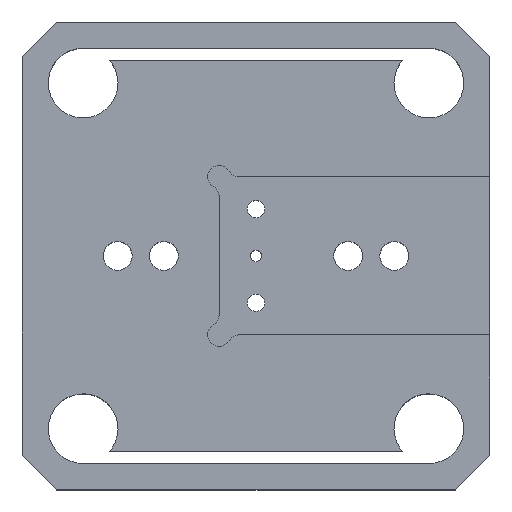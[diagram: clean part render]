
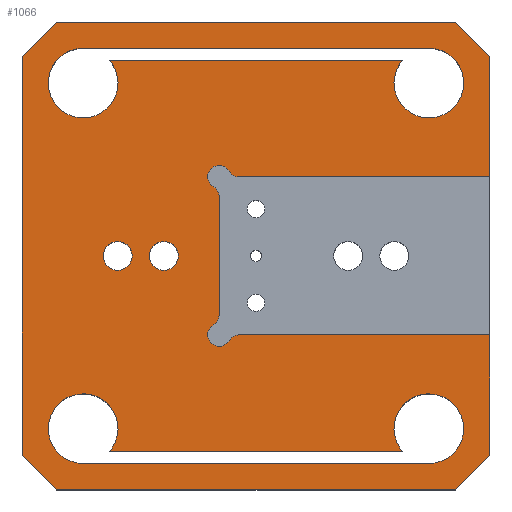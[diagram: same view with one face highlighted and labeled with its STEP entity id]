
A CAD part, top view. The second image highlights one B-rep face of the part: STEP entity #1066.
In plain terms, the highlighted planar face has unit normal (0, 0, 1).
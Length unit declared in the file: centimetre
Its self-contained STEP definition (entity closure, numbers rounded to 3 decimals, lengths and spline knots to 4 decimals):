
#77=VECTOR('',#1319,1.);
#79=VECTOR('',#1322,1.);
#84=VECTOR('',#1340,1.);
#85=VECTOR('',#1342,1.);
#86=VECTOR('',#1343,1.);
#87=VECTOR('',#1344,1.);
#88=VECTOR('',#1345,1.);
#89=VECTOR('',#1346,1.);
#90=VECTOR('',#1347,1.);
#91=VECTOR('',#1348,1.);
#92=VECTOR('',#1349,1.);
#93=VECTOR('',#1350,1.);
#94=VECTOR('',#1353,1.);
#95=VECTOR('',#1360,1.);
#96=VECTOR('',#1363,1.);
#134=LINE('',#1634,#77);
#136=LINE('',#1638,#79);
#141=LINE('',#1654,#84);
#142=LINE('',#1656,#85);
#143=LINE('',#1658,#86);
#144=LINE('',#1660,#87);
#145=LINE('',#1662,#88);
#146=LINE('',#1664,#89);
#147=LINE('',#1666,#90);
#148=LINE('',#1668,#91);
#149=LINE('',#1670,#92);
#150=LINE('',#1672,#93);
#151=LINE('',#1677,#94);
#152=LINE('',#1684,#95);
#153=LINE('',#1689,#96);
#197=VERTEX_POINT('',#1619);
#198=VERTEX_POINT('',#1621);
#199=VERTEX_POINT('',#1625);
#200=VERTEX_POINT('',#1629);
#201=VERTEX_POINT('',#1633);
#202=VERTEX_POINT('',#1637);
#203=VERTEX_POINT('',#1639);
#204=VERTEX_POINT('',#1643);
#205=VERTEX_POINT('',#1647);
#206=VERTEX_POINT('',#1651);
#207=VERTEX_POINT('',#1657);
#208=VERTEX_POINT('',#1659);
#209=VERTEX_POINT('',#1661);
#210=VERTEX_POINT('',#1663);
#211=VERTEX_POINT('',#1665);
#212=VERTEX_POINT('',#1667);
#213=VERTEX_POINT('',#1669);
#214=VERTEX_POINT('',#1671);
#215=VERTEX_POINT('',#1673);
#216=VERTEX_POINT('',#1674);
#217=VERTEX_POINT('',#1676);
#218=VERTEX_POINT('',#1678);
#219=VERTEX_POINT('',#1681);
#220=VERTEX_POINT('',#1683);
#221=VERTEX_POINT('',#1685);
#222=VERTEX_POINT('',#1686);
#223=VERTEX_POINT('',#1688);
#224=VERTEX_POINT('',#1690);
#301=CIRCLE('',#1142,0.1);
#302=CIRCLE('',#1144,0.1);
#303=CIRCLE('',#1146,0.1);
#304=CIRCLE('',#1150,0.1);
#305=CIRCLE('',#1152,0.1);
#306=CIRCLE('',#1154,0.1);
#307=CIRCLE('',#1157,0.3025);
#308=CIRCLE('',#1158,0.3025);
#309=CIRCLE('',#1159,0.125);
#310=CIRCLE('',#1160,0.125);
#311=CIRCLE('',#1161,0.3025);
#312=CIRCLE('',#1162,0.3025);
#382=EDGE_CURVE('',#198,#197,#301,.T.);
#384=EDGE_CURVE('',#199,#198,#302,.T.);
#386=EDGE_CURVE('',#200,#199,#303,.T.);
#389=EDGE_CURVE('',#201,#200,#134,.T.);
#391=EDGE_CURVE('',#203,#202,#136,.T.);
#393=EDGE_CURVE('',#204,#203,#304,.T.);
#395=EDGE_CURVE('',#205,#204,#305,.T.);
#397=EDGE_CURVE('',#206,#205,#306,.T.);
#399=EDGE_CURVE('',#197,#206,#141,.T.);
#400=EDGE_CURVE('',#207,#202,#142,.T.);
#401=EDGE_CURVE('',#208,#207,#143,.T.);
#402=EDGE_CURVE('',#209,#208,#144,.T.);
#403=EDGE_CURVE('',#210,#209,#145,.T.);
#404=EDGE_CURVE('',#211,#210,#146,.T.);
#405=EDGE_CURVE('',#212,#211,#147,.T.);
#406=EDGE_CURVE('',#213,#212,#148,.T.);
#407=EDGE_CURVE('',#214,#213,#149,.T.);
#408=EDGE_CURVE('',#201,#214,#142,.T.);
#409=EDGE_CURVE('',#215,#216,#150,.T.);
#410=EDGE_CURVE('',#217,#215,#307,.T.);
#411=EDGE_CURVE('',#218,#217,#151,.T.);
#412=EDGE_CURVE('',#216,#218,#308,.T.);
#413=EDGE_CURVE('',#219,#219,#309,.T.);
#414=EDGE_CURVE('',#220,#220,#310,.T.);
#415=EDGE_CURVE('',#221,#222,#152,.T.);
#416=EDGE_CURVE('',#223,#221,#311,.T.);
#417=EDGE_CURVE('',#224,#223,#153,.T.);
#418=EDGE_CURVE('',#222,#224,#312,.T.);
#551=ORIENTED_EDGE('',*,*,#389,.T.);
#552=ORIENTED_EDGE('',*,*,#386,.T.);
#553=ORIENTED_EDGE('',*,*,#384,.T.);
#554=ORIENTED_EDGE('',*,*,#382,.T.);
#555=ORIENTED_EDGE('',*,*,#399,.T.);
#556=ORIENTED_EDGE('',*,*,#397,.T.);
#557=ORIENTED_EDGE('',*,*,#395,.T.);
#558=ORIENTED_EDGE('',*,*,#393,.T.);
#559=ORIENTED_EDGE('',*,*,#391,.T.);
#560=ORIENTED_EDGE('',*,*,#400,.F.);
#561=ORIENTED_EDGE('',*,*,#401,.F.);
#562=ORIENTED_EDGE('',*,*,#402,.F.);
#563=ORIENTED_EDGE('',*,*,#403,.F.);
#564=ORIENTED_EDGE('',*,*,#404,.F.);
#565=ORIENTED_EDGE('',*,*,#405,.F.);
#566=ORIENTED_EDGE('',*,*,#406,.F.);
#567=ORIENTED_EDGE('',*,*,#407,.F.);
#568=ORIENTED_EDGE('',*,*,#408,.F.);
#569=ORIENTED_EDGE('',*,*,#409,.F.);
#570=ORIENTED_EDGE('',*,*,#410,.F.);
#571=ORIENTED_EDGE('',*,*,#411,.F.);
#572=ORIENTED_EDGE('',*,*,#412,.F.);
#573=ORIENTED_EDGE('',*,*,#413,.F.);
#574=ORIENTED_EDGE('',*,*,#414,.F.);
#575=ORIENTED_EDGE('',*,*,#415,.F.);
#576=ORIENTED_EDGE('',*,*,#416,.F.);
#577=ORIENTED_EDGE('',*,*,#417,.F.);
#578=ORIENTED_EDGE('',*,*,#418,.F.);
#783=EDGE_LOOP('',(#551,#552,#553,#554,#555,#556,#557,#558,#559,#560,#561,
#562,#563,#564,#565,#566,#567,#568));
#784=EDGE_LOOP('',(#569,#570,#571,#572));
#785=EDGE_LOOP('',(#573));
#786=EDGE_LOOP('',(#574));
#787=EDGE_LOOP('',(#575,#576,#577,#578));
#927=FACE_BOUND('',#783,.T.);
#928=FACE_BOUND('',#784,.T.);
#929=FACE_BOUND('',#785,.T.);
#930=FACE_BOUND('',#786,.T.);
#931=FACE_BOUND('',#787,.T.);
#1066=ADVANCED_FACE('',(#927,#928,#929,#930,#931),#1900,.T.);
#1142=AXIS2_PLACEMENT_3D('',#1620,#1304,#1305);
#1144=AXIS2_PLACEMENT_3D('',#1624,#1309,#1310);
#1146=AXIS2_PLACEMENT_3D('',#1628,#1314,#1315);
#1150=AXIS2_PLACEMENT_3D('',#1642,#1326,#1327);
#1152=AXIS2_PLACEMENT_3D('',#1646,#1331,#1332);
#1154=AXIS2_PLACEMENT_3D('',#1650,#1336,#1337);
#1156=AXIS2_PLACEMENT_3D('',#1655,#1341,$);
#1157=AXIS2_PLACEMENT_3D('',#1675,#1351,#1352);
#1158=AXIS2_PLACEMENT_3D('',#1679,#1354,#1355);
#1159=AXIS2_PLACEMENT_3D('',#1680,#1356,#1357);
#1160=AXIS2_PLACEMENT_3D('',#1682,#1358,#1359);
#1161=AXIS2_PLACEMENT_3D('',#1687,#1361,#1362);
#1162=AXIS2_PLACEMENT_3D('',#1691,#1364,#1365);
#1304=DIRECTION('',(0.,0.,1.));
#1305=DIRECTION('',(0.1,0.,0.));
#1309=DIRECTION('',(0.,0.,-1.));
#1310=DIRECTION('',(0.1,0.,0.));
#1314=DIRECTION('',(0.,0.,1.));
#1315=DIRECTION('',(0.1,0.,0.));
#1319=DIRECTION('',(-1.,0.,0.));
#1322=DIRECTION('',(1.,0.,0.));
#1326=DIRECTION('',(0.,0.,1.));
#1327=DIRECTION('',(0.1,0.,0.));
#1331=DIRECTION('',(0.,0.,-1.));
#1332=DIRECTION('',(0.1,0.,0.));
#1336=DIRECTION('',(0.,0.,1.));
#1337=DIRECTION('',(0.1,0.,0.));
#1340=DIRECTION('',(0.,1.,0.));
#1341=DIRECTION('',(0.,0.,1.));
#1342=DIRECTION('',(0.,-1.,0.));
#1343=DIRECTION('',(0.707,-0.707,0.));
#1344=DIRECTION('',(1.,0.,0.));
#1345=DIRECTION('',(0.707,0.707,0.));
#1346=DIRECTION('',(0.,1.,0.));
#1347=DIRECTION('',(-0.707,0.707,0.));
#1348=DIRECTION('',(-1.,0.,0.));
#1349=DIRECTION('',(-0.707,-0.707,0.));
#1350=DIRECTION('',(1.,0.,0.));
#1351=DIRECTION('',(0.,0.,1.));
#1352=DIRECTION('',(0.303,0.,0.));
#1353=DIRECTION('',(-1.,0.,0.));
#1354=DIRECTION('',(0.,0.,1.));
#1355=DIRECTION('',(0.303,0.,0.));
#1356=DIRECTION('',(0.,0.,1.));
#1357=DIRECTION('',(0.125,0.,0.));
#1358=DIRECTION('',(0.,0.,1.));
#1359=DIRECTION('',(0.125,0.,0.));
#1360=DIRECTION('',(1.,0.,0.));
#1361=DIRECTION('',(0.,0.,1.));
#1362=DIRECTION('',(0.303,0.,0.));
#1363=DIRECTION('',(-1.,0.,0.));
#1364=DIRECTION('',(0.,0.,1.));
#1365=DIRECTION('',(0.303,0.,0.));
#1619=CARTESIAN_POINT('',(-0.32,-0.5126,1.2));
#1620=CARTESIAN_POINT('',(-0.42,-0.5126,1.2));
#1621=CARTESIAN_POINT('',(-0.37,-0.5992,1.2));
#1624=CARTESIAN_POINT('',(-0.32,-0.6858,1.2));
#1625=CARTESIAN_POINT('',(-0.2334,-0.7358,1.2));
#1628=CARTESIAN_POINT('',(-0.1468,-0.7858,1.2));
#1629=CARTESIAN_POINT('',(-0.1468,-0.6858,1.2));
#1633=CARTESIAN_POINT('',(2.03,-0.6858,1.2));
#1634=CARTESIAN_POINT('',(0.7537,-0.6858,1.2));
#1637=CARTESIAN_POINT('',(2.03,0.6858,1.2));
#1638=CARTESIAN_POINT('',(0.7537,0.6858,1.2));
#1639=CARTESIAN_POINT('',(-0.1468,0.6858,1.2));
#1642=CARTESIAN_POINT('',(-0.1468,0.7858,1.2));
#1643=CARTESIAN_POINT('',(-0.2334,0.7358,1.2));
#1646=CARTESIAN_POINT('',(-0.32,0.6858,1.2));
#1647=CARTESIAN_POINT('',(-0.37,0.5992,1.2));
#1650=CARTESIAN_POINT('',(-0.42,0.5126,1.2));
#1651=CARTESIAN_POINT('',(-0.32,0.5126,1.2));
#1654=CARTESIAN_POINT('',(-0.32,-0.1281,1.2));
#1655=CARTESIAN_POINT('',(0.,0.,1.2));
#1656=CARTESIAN_POINT('',(2.03,1.73,1.2));
#1657=CARTESIAN_POINT('',(2.03,1.73,1.2));
#1658=CARTESIAN_POINT('',(1.73,2.03,1.2));
#1659=CARTESIAN_POINT('',(1.73,2.03,1.2));
#1660=CARTESIAN_POINT('',(-1.73,2.03,1.2));
#1661=CARTESIAN_POINT('',(-1.73,2.03,1.2));
#1662=CARTESIAN_POINT('',(-2.03,1.73,1.2));
#1663=CARTESIAN_POINT('',(-2.03,1.73,1.2));
#1664=CARTESIAN_POINT('',(-2.03,-1.73,1.2));
#1665=CARTESIAN_POINT('',(-2.03,-1.73,1.2));
#1666=CARTESIAN_POINT('',(-1.73,-2.03,1.2));
#1667=CARTESIAN_POINT('',(-1.73,-2.03,1.2));
#1668=CARTESIAN_POINT('',(1.73,-2.03,1.2));
#1669=CARTESIAN_POINT('',(1.73,-2.03,1.2));
#1670=CARTESIAN_POINT('',(2.03,-1.73,1.2));
#1671=CARTESIAN_POINT('',(2.03,-1.73,1.2));
#1672=CARTESIAN_POINT('',(-1.2731,1.7,1.2));
#1673=CARTESIAN_POINT('',(-1.2731,1.7,1.2));
#1674=CARTESIAN_POINT('',(1.2731,1.7,1.2));
#1675=CARTESIAN_POINT('',(-1.5,1.5,1.2));
#1676=CARTESIAN_POINT('',(-1.4612,1.8,1.2));
#1677=CARTESIAN_POINT('',(1.4612,1.8,1.2));
#1678=CARTESIAN_POINT('',(1.4612,1.8,1.2));
#1679=CARTESIAN_POINT('',(1.5,1.5,1.2));
#1680=CARTESIAN_POINT('',(-1.2,0.,1.2));
#1681=CARTESIAN_POINT('',(-1.075,0.,1.2));
#1682=CARTESIAN_POINT('',(-0.8,0.,1.2));
#1683=CARTESIAN_POINT('',(-0.675,0.,1.2));
#1684=CARTESIAN_POINT('',(-1.4612,-1.8,1.2));
#1685=CARTESIAN_POINT('',(-1.4612,-1.8,1.2));
#1686=CARTESIAN_POINT('',(1.4612,-1.8,1.2));
#1687=CARTESIAN_POINT('',(-1.5,-1.5,1.2));
#1688=CARTESIAN_POINT('',(-1.2731,-1.7,1.2));
#1689=CARTESIAN_POINT('',(1.2731,-1.7,1.2));
#1690=CARTESIAN_POINT('',(1.2731,-1.7,1.2));
#1691=CARTESIAN_POINT('',(1.5,-1.5,1.2));
#1900=PLANE('',#1156);
